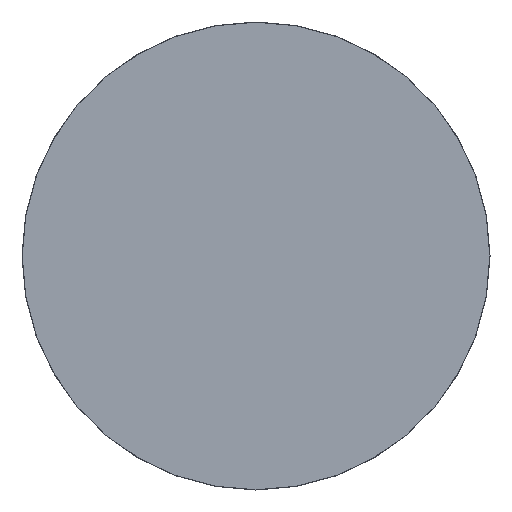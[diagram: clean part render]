
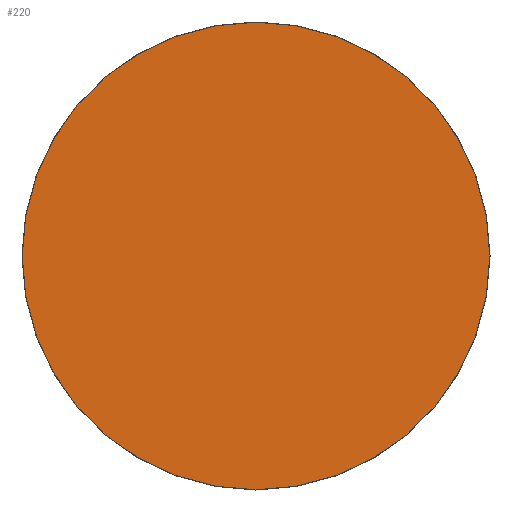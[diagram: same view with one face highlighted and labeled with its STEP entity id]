
A CAD part, left-side view. The second image highlights one B-rep face of the part: STEP entity #220.
In plain terms, the highlighted planar face has unit normal (-1, 0, 0).
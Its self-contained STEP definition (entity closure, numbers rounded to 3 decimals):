
#37 = ORIENTED_EDGE ( 'NONE', *, *, #51, .T. ) ;
#44 = CARTESIAN_POINT ( 'NONE',  ( -3.3, 0., 0. ) ) ;
#45 = CIRCLE ( 'NONE', #53, 25.375 ) ;
#51 = EDGE_CURVE ( 'NONE', #249, #170, #45, .T. ) ;
#53 = AXIS2_PLACEMENT_3D ( 'NONE', #95, #133, #151 ) ;
#69 = ORIENTED_EDGE ( 'NONE', *, *, #130, .T. ) ;
#79 = EDGE_LOOP ( 'NONE', ( #37, #69 ) ) ;
#84 = DIRECTION ( 'NONE',  ( 0., 0., -1. ) ) ;
#90 = AXIS2_PLACEMENT_3D ( 'NONE', #44, #120, #84 ) ;
#95 = CARTESIAN_POINT ( 'NONE',  ( -3.3, 0., 0. ) ) ;
#105 = DIRECTION ( 'NONE',  ( 0., 0., -1. ) ) ;
#106 = DIRECTION ( 'NONE',  ( 1., 0., 0. ) ) ;
#120 = DIRECTION ( 'NONE',  ( -1., 0., 0. ) ) ;
#130 = EDGE_CURVE ( 'NONE', #170, #249, #181, .T. ) ;
#133 = DIRECTION ( 'NONE',  ( -1., 0., 0. ) ) ;
#142 = CARTESIAN_POINT ( 'NONE',  ( -3.3, 0., 0. ) ) ;
#151 = DIRECTION ( 'NONE',  ( 0., 0., -1. ) ) ;
#170 = VERTEX_POINT ( 'NONE', #178 ) ;
#178 = CARTESIAN_POINT ( 'NONE',  ( -3.3, 0., 25.375 ) ) ;
#181 = CIRCLE ( 'NONE', #90, 25.375 ) ;
#185 = FACE_OUTER_BOUND ( 'NONE', #79, .T. ) ;
#190 = CARTESIAN_POINT ( 'NONE',  ( -3.3, 0., -25.375 ) ) ;
#192 = AXIS2_PLACEMENT_3D ( 'NONE', #142, #106, #105 ) ;
#217 = PLANE ( 'NONE',  #192 ) ;
#220 = ADVANCED_FACE ( 'NONE', ( #185 ), #217, .F. ) ;
#249 = VERTEX_POINT ( 'NONE', #190 ) ;
